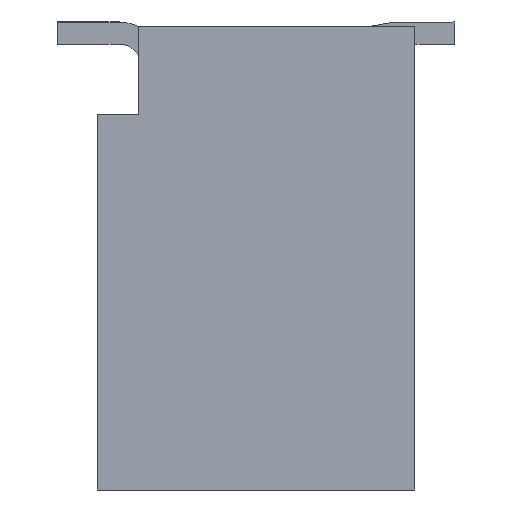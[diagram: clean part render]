
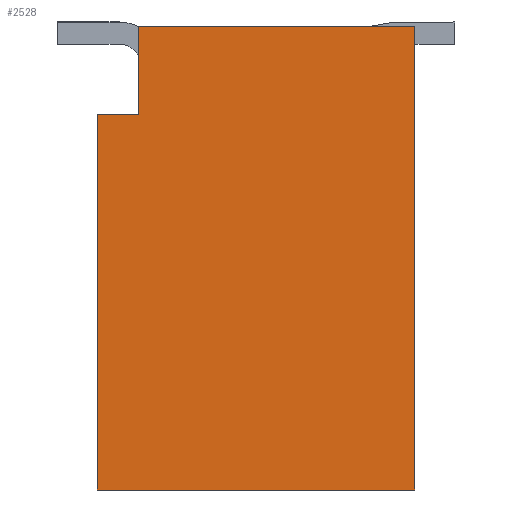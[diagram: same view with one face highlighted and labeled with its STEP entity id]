
A CAD part, left-side view. The second image highlights one B-rep face of the part: STEP entity #2528.
In plain terms, the highlighted planar face has unit normal (-1, 0, 0).
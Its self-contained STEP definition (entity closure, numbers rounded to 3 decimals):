
#449=DIRECTION('',(0.,1.,0.));
#450=VECTOR('',#449,3.6);
#451=CARTESIAN_POINT('',(0.,0.,-5.25));
#452=LINE('',#451,#450);
#477=DIRECTION('',(0.,0.,1.));
#478=VECTOR('',#477,1.);
#479=CARTESIAN_POINT('',(0.,3.13,-1.));
#480=LINE('',#479,#478);
#653=DIRECTION('',(0.,1.,0.));
#654=VECTOR('',#653,3.13);
#655=CARTESIAN_POINT('',(0.,0.,0.));
#656=LINE('',#655,#654);
#657=DIRECTION('',(0.,0.,1.));
#658=VECTOR('',#657,5.25);
#659=CARTESIAN_POINT('',(0.,0.,-5.25));
#660=LINE('',#659,#658);
#661=DIRECTION('',(0.,1.,0.));
#662=VECTOR('',#661,0.47);
#663=CARTESIAN_POINT('',(0.,3.13,-1.));
#664=LINE('',#663,#662);
#673=DIRECTION('',(0.,0.,1.));
#674=VECTOR('',#673,4.25);
#675=CARTESIAN_POINT('',(0.,3.6,-5.25));
#676=LINE('',#675,#674);
#1593=CARTESIAN_POINT('',(0.,0.,-5.25));
#1594=CARTESIAN_POINT('',(0.,0.,0.));
#1595=VERTEX_POINT('',#1593);
#1596=VERTEX_POINT('',#1594);
#1601=CARTESIAN_POINT('',(0.,3.13,0.));
#1602=VERTEX_POINT('',#1601);
#1605=CARTESIAN_POINT('',(0.,3.13,-1.));
#1606=CARTESIAN_POINT('',(0.,3.6,-1.));
#1607=VERTEX_POINT('',#1605);
#1608=VERTEX_POINT('',#1606);
#1609=CARTESIAN_POINT('',(0.,3.6,-5.25));
#1610=VERTEX_POINT('',#1609);
#2513=CARTESIAN_POINT('',(0.,1.8,-2.625));
#2514=DIRECTION('',(1.,0.,0.));
#2515=DIRECTION('',(0.,0.,1.));
#2516=AXIS2_PLACEMENT_3D('',#2513,#2514,#2515);
#2517=PLANE('',#2516);
#2519=ORIENTED_EDGE('',*,*,#2518,.F.);
#2520=ORIENTED_EDGE('',*,*,#2302,.T.);
#2521=ORIENTED_EDGE('',*,*,#1957,.F.);
#2522=ORIENTED_EDGE('',*,*,#1832,.F.);
#2523=ORIENTED_EDGE('',*,*,#2264,.T.);
#2525=ORIENTED_EDGE('',*,*,#2524,.T.);
#2526=EDGE_LOOP('',(#2519,#2520,#2521,#2522,#2523,#2525));
#2527=FACE_OUTER_BOUND('',#2526,.F.);
#2528=ADVANCED_FACE('',(#2527),#2517,.F.);
#1832=EDGE_CURVE('',#1595,#1596,#660,.T.);
#1957=EDGE_CURVE('',#1596,#1602,#656,.T.);
#2264=EDGE_CURVE('',#1595,#1610,#452,.T.);
#2302=EDGE_CURVE('',#1607,#1602,#480,.T.);
#2518=EDGE_CURVE('',#1607,#1608,#664,.T.);
#2524=EDGE_CURVE('',#1610,#1608,#676,.T.);
